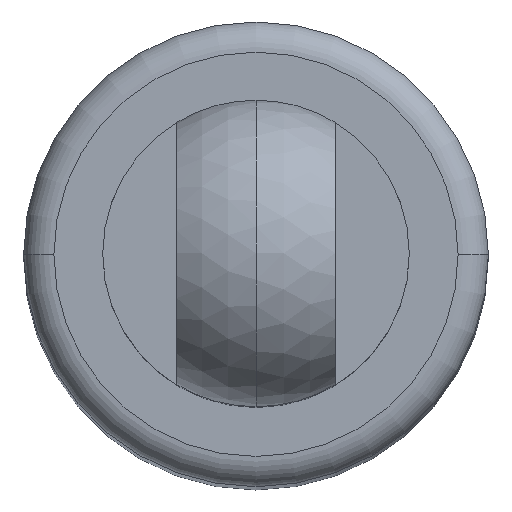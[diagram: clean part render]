
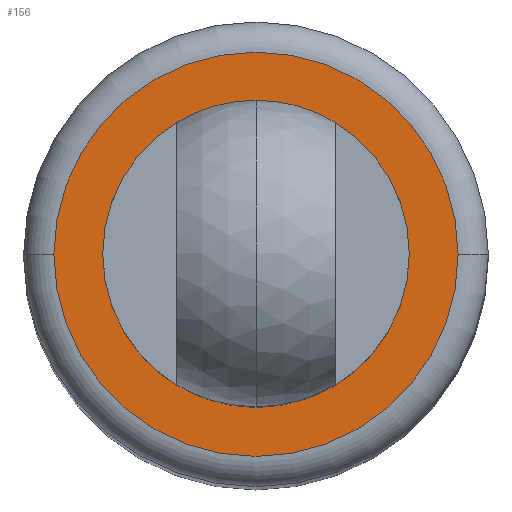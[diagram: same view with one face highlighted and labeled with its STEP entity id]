
A CAD part, top view. The second image highlights one B-rep face of the part: STEP entity #156.
In plain terms, the highlighted planar face has unit normal (0, 0, 1).
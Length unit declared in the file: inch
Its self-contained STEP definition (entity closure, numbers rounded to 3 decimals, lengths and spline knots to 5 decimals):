
#19 = EDGE_CURVE ( 'NONE', #829, #739, #211, .T. ) ;
#70 = EDGE_CURVE ( 'NONE', #739, #829, #815, .T. ) ;
#78 = AXIS2_PLACEMENT_3D ( 'NONE', #218, #92, #146 ) ;
#92 = DIRECTION ( 'NONE',  ( 0., 0., -1. ) ) ;
#114 = CARTESIAN_POINT ( 'NONE',  ( -0.082, 0., 0.513 ) ) ;
#146 = DIRECTION ( 'NONE',  ( -1., 0., 0. ) ) ;
#153 = AXIS2_PLACEMENT_3D ( 'NONE', #677, #202, #961 ) ;
#156 = ADVANCED_FACE ( 'NONE', ( #632, #421 ), #377, .F. ) ;
#168 = EDGE_CURVE ( 'NONE', #466, #612, #738, .T. ) ;
#202 = DIRECTION ( 'NONE',  ( 0., 0., 1. ) ) ;
#211 = CIRCLE ( 'NONE', #153, 0.2044 ) ;
#218 = CARTESIAN_POINT ( 'NONE',  ( 0., 0.082, 0.513 ) ) ;
#220 = CARTESIAN_POINT ( 'NONE',  ( 0., 0., 0.513 ) ) ;
#274 = AXIS2_PLACEMENT_3D ( 'NONE', #357, #895, #434 ) ;
#285 = ORIENTED_EDGE ( 'NONE', *, *, #19, .T. ) ;
#344 = CARTESIAN_POINT ( 'NONE',  ( 0.2044, 0., 0.513 ) ) ;
#357 = CARTESIAN_POINT ( 'NONE',  ( 0., 0., 0.513 ) ) ;
#368 = DIRECTION ( 'NONE',  ( 0., 0., 1. ) ) ;
#377 = PLANE ( 'NONE',  #78 ) ;
#400 = AXIS2_PLACEMENT_3D ( 'NONE', #902, #368, #675 ) ;
#421 = FACE_BOUND ( 'NONE', #729, .T. ) ;
#423 = CARTESIAN_POINT ( 'NONE',  ( 0.082, 0., 0.513 ) ) ;
#428 = EDGE_LOOP ( 'NONE', ( #503, #285 ) ) ;
#434 = DIRECTION ( 'NONE',  ( 1., 0., 0. ) ) ;
#446 = DIRECTION ( 'NONE',  ( 1., 0., 0. ) ) ;
#466 = VERTEX_POINT ( 'NONE', #114 ) ;
#503 = ORIENTED_EDGE ( 'NONE', *, *, #70, .T. ) ;
#596 = EDGE_CURVE ( 'NONE', #612, #466, #972, .T. ) ;
#612 = VERTEX_POINT ( 'NONE', #423 ) ;
#632 = FACE_OUTER_BOUND ( 'NONE', #428, .T. ) ;
#675 = DIRECTION ( 'NONE',  ( -1., 0., 0. ) ) ;
#677 = CARTESIAN_POINT ( 'NONE',  ( 0., 0., 0.513 ) ) ;
#708 = ORIENTED_EDGE ( 'NONE', *, *, #168, .F. ) ;
#729 = EDGE_LOOP ( 'NONE', ( #964, #708 ) ) ;
#737 = CARTESIAN_POINT ( 'NONE',  ( -0.2044, 0., 0.513 ) ) ;
#738 = CIRCLE ( 'NONE', #751, 0.082 ) ;
#739 = VERTEX_POINT ( 'NONE', #737 ) ;
#751 = AXIS2_PLACEMENT_3D ( 'NONE', #220, #930, #446 ) ;
#815 = CIRCLE ( 'NONE', #400, 0.2044 ) ;
#829 = VERTEX_POINT ( 'NONE', #344 ) ;
#895 = DIRECTION ( 'NONE',  ( 0., 0., 1. ) ) ;
#902 = CARTESIAN_POINT ( 'NONE',  ( 0., 0., 0.513 ) ) ;
#930 = DIRECTION ( 'NONE',  ( 0., 0., 1. ) ) ;
#961 = DIRECTION ( 'NONE',  ( -1., 0., 0. ) ) ;
#964 = ORIENTED_EDGE ( 'NONE', *, *, #596, .F. ) ;
#972 = CIRCLE ( 'NONE', #274, 0.082 ) ;
